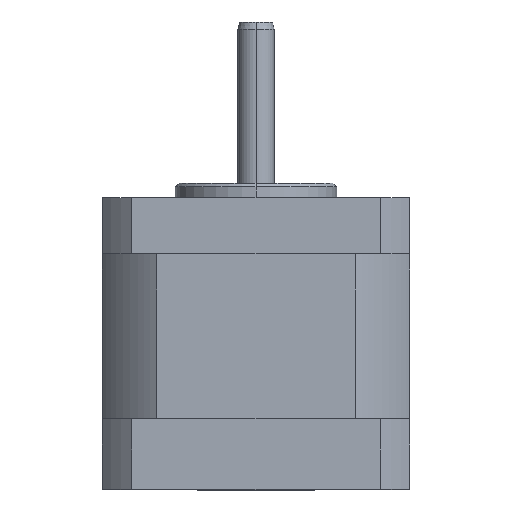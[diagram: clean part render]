
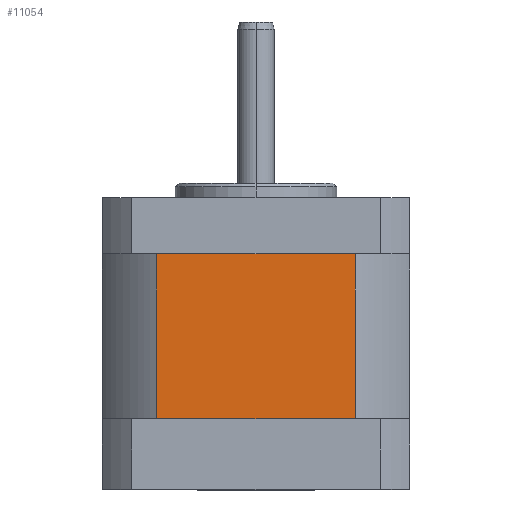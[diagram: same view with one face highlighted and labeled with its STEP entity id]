
A CAD part, top view. The second image highlights one B-rep face of the part: STEP entity #11054.
In plain terms, the highlighted planar face has unit normal (0, 0, 1).
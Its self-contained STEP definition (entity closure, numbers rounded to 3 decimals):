
#894 = CARTESIAN_POINT ( 'NONE',  ( 4.085, 32.14, 38.65 ) ) ;
#918 = CARTESIAN_POINT ( 'NONE',  ( 31.215, 32.14, 38.65 ) ) ;
#1010 = CARTESIAN_POINT ( 'NONE',  ( 31.215, 9.66, 38.65 ) ) ;
#1011 = CARTESIAN_POINT ( 'NONE',  ( 4.085, 9.66, 38.65 ) ) ;
#1212 = VECTOR ( 'NONE', #9759, 1000. ) ;
#3277 = VERTEX_POINT ( 'NONE', #894 ) ;
#3301 = VERTEX_POINT ( 'NONE', #918 ) ;
#3393 = VERTEX_POINT ( 'NONE', #1010 ) ;
#3394 = VERTEX_POINT ( 'NONE', #1011 ) ;
#3527 = ORIENTED_EDGE ( 'NONE', *, *, #8376, .F. ) ;
#3528 = ORIENTED_EDGE ( 'NONE', *, *, #11341, .F. ) ;
#3529 = ORIENTED_EDGE ( 'NONE', *, *, #8377, .F. ) ;
#3530 = ORIENTED_EDGE ( 'NONE', *, *, #8375, .T. ) ;
#4892 = PLANE ( 'NONE',  #10313 ) ;
#4893 = CARTESIAN_POINT ( 'NONE',  ( 0.679, 39.8, 38.65 ) ) ;
#4894 = DIRECTION ( 'NONE',  ( 0., 0., -1. ) ) ;
#4895 = DIRECTION ( 'NONE',  ( -1., 0., 0. ) ) ;
#6713 = LINE ( 'NONE', #6714, #7991 ) ;
#6714 = CARTESIAN_POINT ( 'NONE',  ( 31.215, 9.65, 38.65 ) ) ;
#6715 = DIRECTION ( 'NONE',  ( 0., 1., 0. ) ) ;
#6716 = LINE ( 'NONE', #6717, #7992 ) ;
#6717 = CARTESIAN_POINT ( 'NONE',  ( 38.65, 9.66, 38.65 ) ) ;
#6718 = DIRECTION ( 'NONE',  ( -1., 0., 0. ) ) ;
#6719 = LINE ( 'NONE', #6720, #7993 ) ;
#6720 = CARTESIAN_POINT ( 'NONE',  ( 4.085, 9.65, 38.65 ) ) ;
#6721 = DIRECTION ( 'NONE',  ( 0., 1., 0. ) ) ;
#7763 = EDGE_LOOP ( 'NONE', ( #3528, #3529, #3527, #3530 ) ) ;
#7991 = VECTOR ( 'NONE', #6715, 1000. ) ;
#7992 = VECTOR ( 'NONE', #6718, 1000. ) ;
#7993 = VECTOR ( 'NONE', #6721, 1000. ) ;
#8375 = EDGE_CURVE ( 'NONE', #3393, #3301, #6713, .T. ) ;
#8376 = EDGE_CURVE ( 'NONE', #3393, #3394, #6716, .T. ) ;
#8377 = EDGE_CURVE ( 'NONE', #3394, #3277, #6719, .T. ) ;
#9757 = LINE ( 'NONE', #9758, #1212 ) ;
#9758 = CARTESIAN_POINT ( 'NONE',  ( 38.65, 32.14, 38.65 ) ) ;
#9759 = DIRECTION ( 'NONE',  ( 1., 0., 0. ) ) ;
#10307 = FACE_OUTER_BOUND ( 'NONE', #7763, .T. ) ;
#10313 = AXIS2_PLACEMENT_3D ( 'NONE', #4893, #4894, #4895 ) ;
#11054 = ADVANCED_FACE ( 'NONE', ( #10307 ), #4892, .F. ) ;
#11341 = EDGE_CURVE ( 'NONE', #3277, #3301, #9757, .T. ) ;
